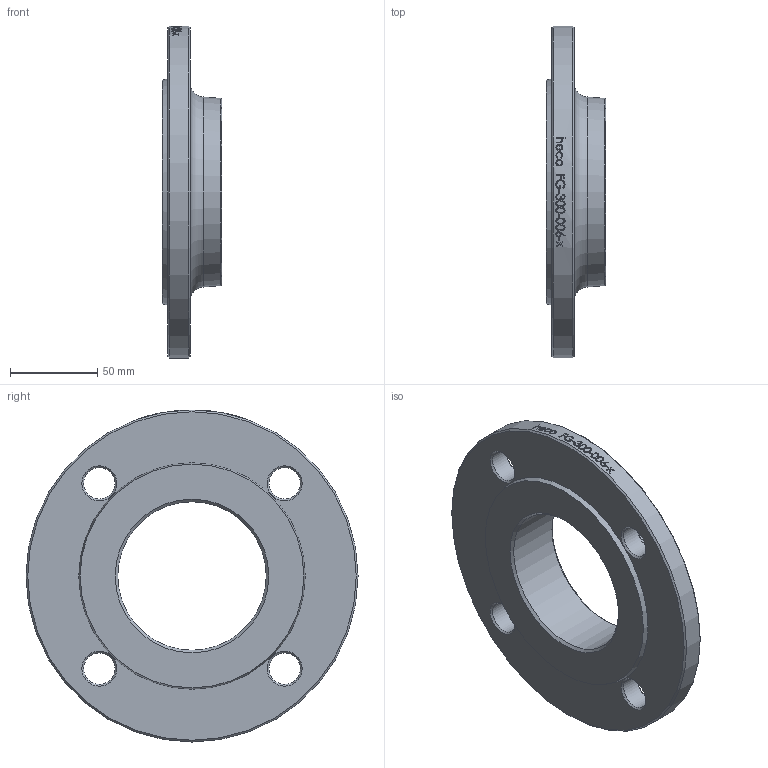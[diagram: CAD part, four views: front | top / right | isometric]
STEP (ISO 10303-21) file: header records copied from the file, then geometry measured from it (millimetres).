
FILE_DESCRIPTION (( 'STEP AP214' ), '1' );
FILE_NAME ('FG-300-006-x Gewindeflansch PN6 2102.STEP', '2021-02-04T10:54:01', ( '' ), ( '' ), 'SwSTEP 2.0', 'SolidWorks 2019', '' );
FILE_SCHEMA (( 'AUTOMOTIVE_DESIGN' ));
Length unit declared in the file: millimetre
Products named in the file (1): FG-300-006-x Gewindeflansch PN6 2102
Bounding box: 34 x 190 x 190 mm (x, y, z)
Volume: 370405.6 mm3; surface area: 67202 mm2
Topology: 1 solids, 1 shells, 49 faces, 221 edges, 198 vertices
Faces by surface type: cylinder 29, cone 14, plane 4, torus 2
Full cylindrical faces by diameter (mm): 18 x4, 84.926 x1, 190 x1
Entity records: 6248 total; most frequent: CARTESIAN_POINT 4426, ORIENTED_EDGE 380, DIRECTION 226, VERTEX_POINT 190, EDGE_CURVE 190, B_SPLINE_CURVE_WITH_KNOTS 118, EDGE_LOOP 106, AXIS2_PLACEMENT_3D 104
